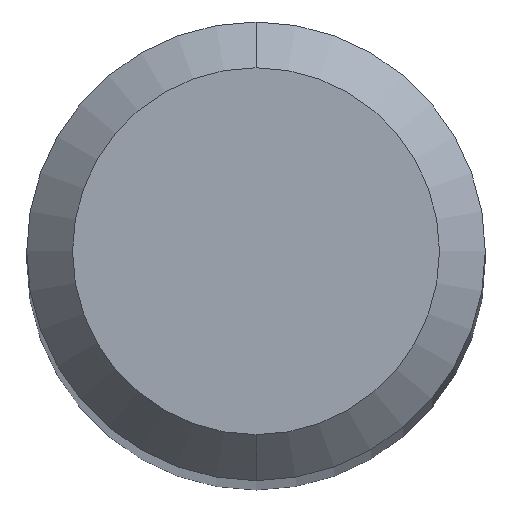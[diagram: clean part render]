
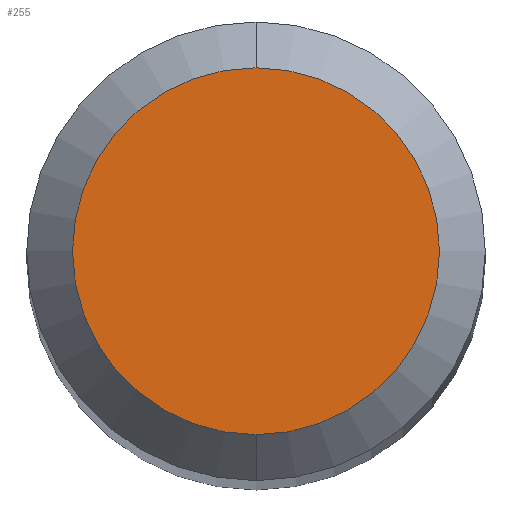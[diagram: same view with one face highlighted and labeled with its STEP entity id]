
A CAD part, top view. The second image highlights one B-rep face of the part: STEP entity #255.
In plain terms, the highlighted planar face has unit normal (0, 0, 1).
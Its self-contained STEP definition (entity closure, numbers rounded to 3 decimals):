
#255=ADVANCED_FACE('',(#552),#553,.T.);
#269=EDGE_CURVE('',#297,#389,#571,.T.);
#297=VERTEX_POINT('',#600);
#389=VERTEX_POINT('',#700);
#427=EDGE_CURVE('',#389,#297,#745,.T.);
#552=FACE_OUTER_BOUND('',#1028,.T.);
#553=PLANE('',#1029);
#571=CIRCLE('',#1050,1.2);
#600=CARTESIAN_POINT('',(0.0,1.2,34.35));
#700=CARTESIAN_POINT('',(0.,-1.2,34.35));
#745=CIRCLE('',#1380,1.2);
#1028=EDGE_LOOP('',(#1518,#1519));
#1029=AXIS2_PLACEMENT_3D('',#1520,#1521,#1522);
#1050=AXIS2_PLACEMENT_3D('',#1564,#1565,#1566);
#1380=AXIS2_PLACEMENT_3D('',#1749,#1750,#1751);
#1518=ORIENTED_EDGE('',*,*,#269,.F.);
#1519=ORIENTED_EDGE('',*,*,#427,.F.);
#1520=CARTESIAN_POINT('',(0.0,0.6,34.35));
#1521=DIRECTION('',(-0.0,0.0,1.0));
#1522=DIRECTION('',(0.0,-1.0,0.0));
#1564=CARTESIAN_POINT('',(0.0,0.0,34.35));
#1565=DIRECTION('',(0.0,0.0,-1.0));
#1566=DIRECTION('',(0.0,1.0,0.0));
#1749=CARTESIAN_POINT('',(0.0,0.0,34.35));
#1750=DIRECTION('',(0.0,0.0,-1.0));
#1751=DIRECTION('',(0.0,1.0,0.0));
